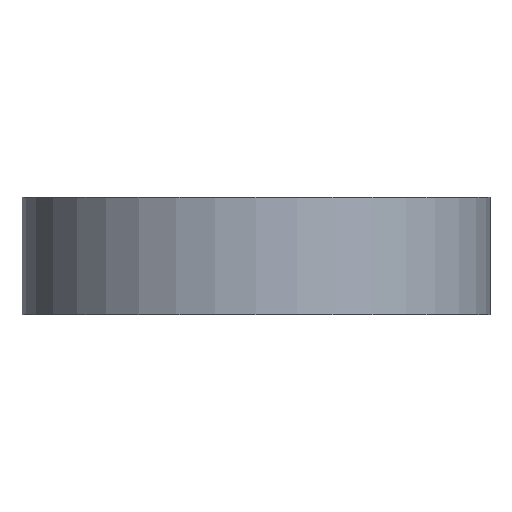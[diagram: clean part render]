
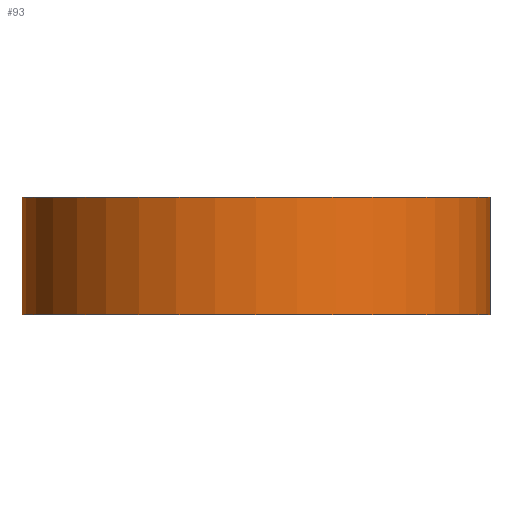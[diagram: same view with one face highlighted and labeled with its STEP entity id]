
A CAD part, front view. The second image highlights one B-rep face of the part: STEP entity #93.
In plain terms, the highlighted cylindrical face has radius 60 mm (diameter 120 mm), a partial arc.
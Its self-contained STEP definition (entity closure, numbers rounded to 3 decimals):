
#71=EDGE_CURVE('',#119,#121,#161,.T.);
#75=EDGE_CURVE('',#123,#87,#165,.T.);
#87=VERTEX_POINT('',#178);
#91=EDGE_CURVE('',#119,#123,#182,.T.);
#93=ADVANCED_FACE('',(#184),#185,.T.);
#95=EDGE_CURVE('',#87,#121,#187,.T.);
#119=VERTEX_POINT('',#215);
#121=VERTEX_POINT('',#217);
#123=VERTEX_POINT('',#219);
#161=CIRCLE('',#249,60.);
#165=CIRCLE('',#253,60.);
#178=CARTESIAN_POINT('',(-60.,0.,30.0));
#182=LINE('',#275,#276);
#184=FACE_OUTER_BOUND('',#278,.T.);
#185=CYLINDRICAL_SURFACE('',#279,60.);
#187=LINE('',#282,#283);
#215=CARTESIAN_POINT('',(60.,0.,0.));
#217=CARTESIAN_POINT('',(-60.,0.,0.));
#219=CARTESIAN_POINT('',(60.,0.,30.0));
#249=AXIS2_PLACEMENT_3D('',#359,#360,#361);
#253=AXIS2_PLACEMENT_3D('',#363,#364,#365);
#275=CARTESIAN_POINT('',(60.,0.,15.0));
#276=VECTOR('',#386,1.0);
#278=EDGE_LOOP('',(#388,#389,#390,#391));
#279=AXIS2_PLACEMENT_3D('',#392,#393,#394);
#282=CARTESIAN_POINT('',(-60.,0.,15.0));
#283=VECTOR('',#395,1.0);
#359=CARTESIAN_POINT('',(0.0,0.,0.));
#360=DIRECTION('',(-0.0,0.0,-1.0));
#361=DIRECTION('',(-1.0,0.,0.0));
#363=CARTESIAN_POINT('',(0.0,0.,30.0));
#364=DIRECTION('',(-0.0,0.0,-1.0));
#365=DIRECTION('',(-1.0,0.,0.0));
#386=DIRECTION('',(-0.0,-0.0,1.0));
#388=ORIENTED_EDGE('',*,*,#95,.T.);
#389=ORIENTED_EDGE('',*,*,#71,.F.);
#390=ORIENTED_EDGE('',*,*,#91,.T.);
#391=ORIENTED_EDGE('',*,*,#75,.T.);
#392=CARTESIAN_POINT('',(0.0,0.,15.0));
#393=DIRECTION('',(0.0,-0.0,1.0));
#394=DIRECTION('',(-1.0,0.,0.0));
#395=DIRECTION('',(0.0,0.0,-1.0));
